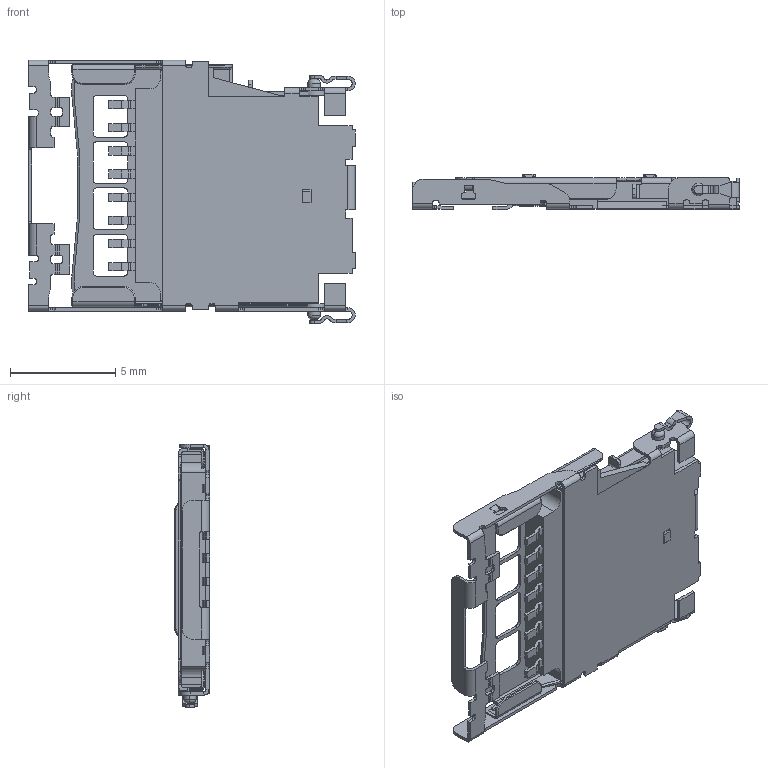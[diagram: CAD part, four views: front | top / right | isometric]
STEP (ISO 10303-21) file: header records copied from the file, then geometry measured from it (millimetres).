
FILE_DESCRIPTION (( 'STEP AP214' ), '1' );
FILE_NAME ('ST1W008S4TR2000.STEP', '2023-08-31T13:55:13', ( '' ), ( '' ), 'SwSTEP 2.0', 'SolidWorks 2021', '' );
FILE_SCHEMA (( 'AUTOMOTIVE_DESIGN' ));
Length unit declared in the file: millimetre
Products named in the file (2): ST1W008S4TR2000; ST1W008S4TR2000_ST1W008S4TR2000
Assembly tree (1 placements, depth 2):
  ST1W008S4TR2000
    ST1W008S4TR2000_ST1W008S4TR2000
Bounding box: 15.5 x 1.68 x 12.5 mm (x, y, z)
Volume: 157.9 mm3; surface area: 838.1 mm2
Topology: 12 solids, 12 shells, 821 faces, 2216 edges, 1409 vertices
Faces by surface type: plane 483, cylinder 270, cone 40, bspline 16, torus 12
Entity records: 26147 total; most frequent: CARTESIAN_POINT 5089, ORIENTED_EDGE 4416, DIRECTION 4377, EDGE_CURVE 2208, LINE 1551, VECTOR 1551, AXIS2_PLACEMENT_3D 1413, VERTEX_POINT 1409
